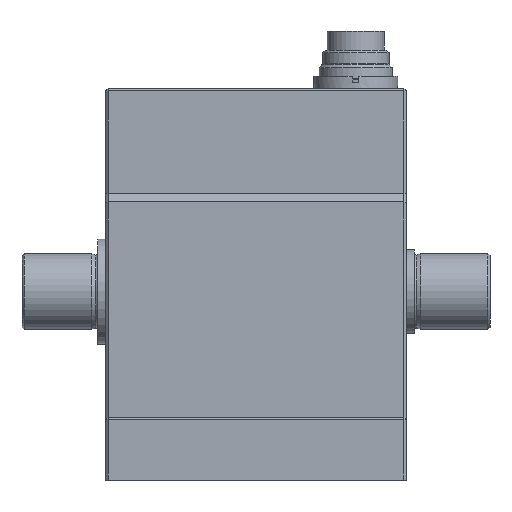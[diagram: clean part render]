
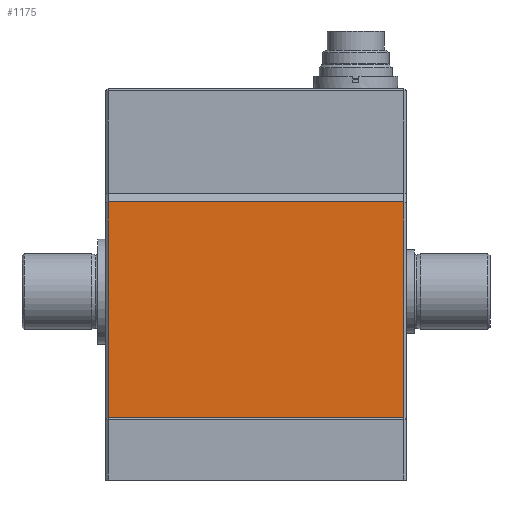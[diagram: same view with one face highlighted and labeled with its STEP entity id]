
A CAD part, top view. The second image highlights one B-rep face of the part: STEP entity #1175.
In plain terms, the highlighted face is planar.
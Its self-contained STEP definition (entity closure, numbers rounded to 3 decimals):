
#1175 = ADVANCED_FACE( '', ( #2466 ), #2467, .T. );
#2466 = FACE_OUTER_BOUND( '', #4309, .T. );
#2467 = PLANE( '', #4310 );
#4309 = EDGE_LOOP( '', ( #6377, #6378, #6379, #6380 ) );
#4310 = AXIS2_PLACEMENT_3D( '', #6381, #6382, #6383 );
#6377 = ORIENTED_EDGE( '', *, *, #9613, .T. );
#6378 = ORIENTED_EDGE( '', *, *, #9715, .T. );
#6379 = ORIENTED_EDGE( '', *, *, #9716, .T. );
#6380 = ORIENTED_EDGE( '', *, *, #9717, .T. );
#6381 = CARTESIAN_POINT( '', ( -22., 71.5, 68.3 ) );
#6382 = DIRECTION( '', ( -1., 0., 0. ) );
#6383 = DIRECTION( '', ( 0., 0., 1. ) );
#9613 = EDGE_CURVE( '', #11084, #11082, #11085, .T. );
#9715 = EDGE_CURVE( '', #11082, #11251, #11252, .T. );
#9716 = EDGE_CURVE( '', #11251, #10845, #11253, .T. );
#9717 = EDGE_CURVE( '', #10845, #11084, #11254, .T. );
#10845 = VERTEX_POINT( '', #12798 );
#11082 = VERTEX_POINT( '', #13080 );
#11084 = VERTEX_POINT( '', #13083 );
#11085 = LINE( '', #13084, #13085 );
#11251 = VERTEX_POINT( '', #13294 );
#11252 = LINE( '', #13295, #13296 );
#11253 = LINE( '', #13297, #13298 );
#11254 = LINE( '', #13299, #13300 );
#12798 = CARTESIAN_POINT( '', ( -22., 71., 66.3 ) );
#13080 = CARTESIAN_POINT( '', ( -22., 0.5, 15. ) );
#13083 = CARTESIAN_POINT( '', ( -22., 71., 15. ) );
#13084 = CARTESIAN_POINT( '', ( -22., 71.5, 15. ) );
#13085 = VECTOR( '', #15335, 1000. );
#13294 = CARTESIAN_POINT( '', ( -22., 0.5, 66.3 ) );
#13295 = CARTESIAN_POINT( '', ( -22., 0.5, 68.3 ) );
#13296 = VECTOR( '', #15472, 1000. );
#13297 = CARTESIAN_POINT( '', ( -22., 71.5, 66.3 ) );
#13298 = VECTOR( '', #15473, 1000. );
#13299 = CARTESIAN_POINT( '', ( -22., 71., 15. ) );
#13300 = VECTOR( '', #15474, 1000. );
#15335 = DIRECTION( '', ( 0., -1., 0. ) );
#15472 = DIRECTION( '', ( 0., 0., 1. ) );
#15473 = DIRECTION( '', ( 0., 1., 0. ) );
#15474 = DIRECTION( '', ( 0., 0., -1. ) );
